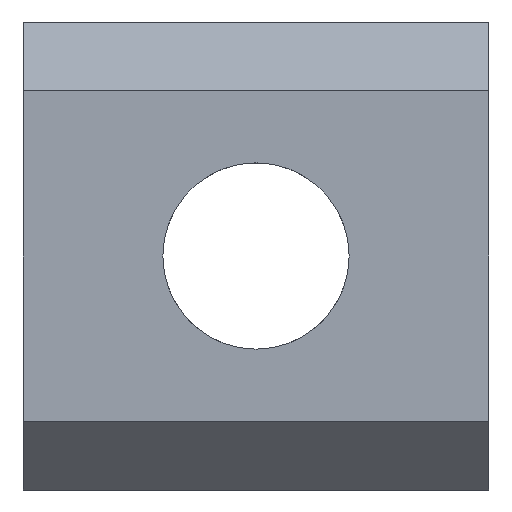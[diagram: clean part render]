
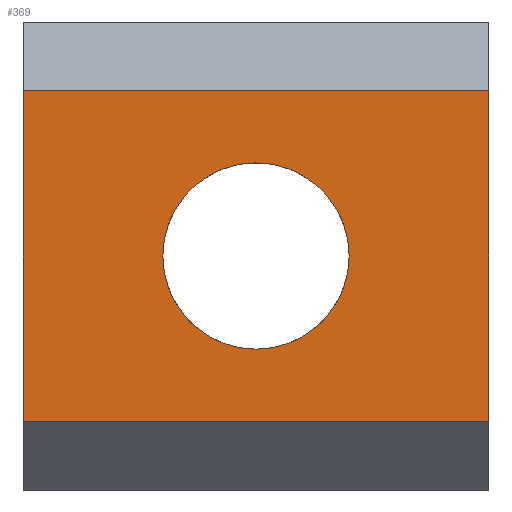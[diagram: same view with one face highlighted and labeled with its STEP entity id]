
A CAD part, front view. The second image highlights one B-rep face of the part: STEP entity #369.
In plain terms, the highlighted planar face has unit normal (0, -1, 0).
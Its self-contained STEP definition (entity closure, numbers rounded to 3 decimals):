
#15=FACE_BOUND('',#69,.T.);
#32=PLANE('',#418);
#50=FACE_OUTER_BOUND('',#68,.T.);
#68=EDGE_LOOP('',(#346,#347,#348,#349));
#69=EDGE_LOOP('',(#350));
#105=LINE('',#606,#148);
#109=LINE('',#612,#152);
#111=LINE('',#616,#154);
#112=LINE('',#618,#155);
#148=VECTOR('',#500,1.);
#152=VECTOR('',#506,1.);
#154=VECTOR('',#510,1.);
#155=VECTOR('',#513,1.);
#163=CIRCLE('',#401,4.);
#171=VERTEX_POINT('',#532);
#194=VERTEX_POINT('',#604);
#195=VERTEX_POINT('',#605);
#196=VERTEX_POINT('',#610);
#197=VERTEX_POINT('',#614);
#206=EDGE_CURVE('',#171,#171,#163,.T.);
#241=EDGE_CURVE('',#194,#195,#105,.F.);
#245=EDGE_CURVE('',#195,#196,#109,.F.);
#247=EDGE_CURVE('',#196,#197,#111,.F.);
#248=EDGE_CURVE('',#197,#194,#112,.T.);
#346=ORIENTED_EDGE('',*,*,#247,.T.);
#347=ORIENTED_EDGE('',*,*,#248,.T.);
#348=ORIENTED_EDGE('',*,*,#241,.T.);
#349=ORIENTED_EDGE('',*,*,#245,.T.);
#350=ORIENTED_EDGE('',*,*,#206,.T.);
#369=ADVANCED_FACE('',(#50,#15),#32,.T.);
#401=AXIS2_PLACEMENT_3D('',#534,#438,#439);
#418=AXIS2_PLACEMENT_3D('',#619,#514,#515);
#438=DIRECTION('center_axis',(0.,1.,0.));
#439=DIRECTION('ref_axis',(0.,0.,1.));
#500=DIRECTION('',(-1.,0.,0.));
#506=DIRECTION('',(0.,0.,-1.));
#510=DIRECTION('',(1.,0.,0.));
#513=DIRECTION('',(0.,0.,-1.));
#514=DIRECTION('center_axis',(0.,-1.,0.));
#515=DIRECTION('ref_axis',(0.,0.,-1.));
#532=CARTESIAN_POINT('',(0.,-10.6,-4.));
#534=CARTESIAN_POINT('Origin',(0.,-10.6,0.));
#604=CARTESIAN_POINT('',(-10.,-10.6,-7.1));
#605=CARTESIAN_POINT('',(10.,-10.6,-7.1));
#606=CARTESIAN_POINT('',(-10.,-10.6,-7.1));
#610=CARTESIAN_POINT('',(10.,-10.6,7.1));
#612=CARTESIAN_POINT('',(10.,-10.6,3.55));
#614=CARTESIAN_POINT('',(-10.,-10.6,7.1));
#616=CARTESIAN_POINT('',(-10.,-10.6,7.1));
#618=CARTESIAN_POINT('',(-10.,-10.6,3.55));
#619=CARTESIAN_POINT('Origin',(-10.,-10.6,7.1));
